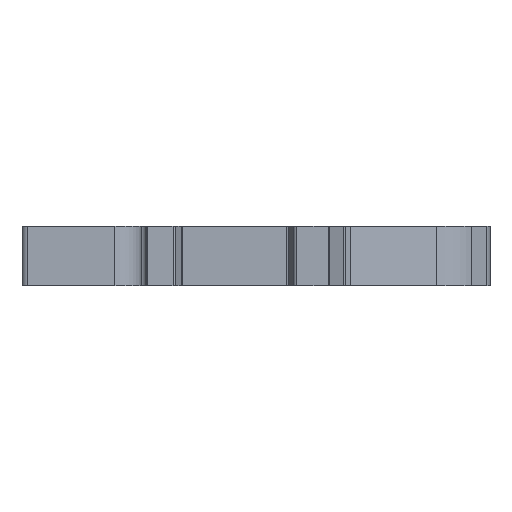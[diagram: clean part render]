
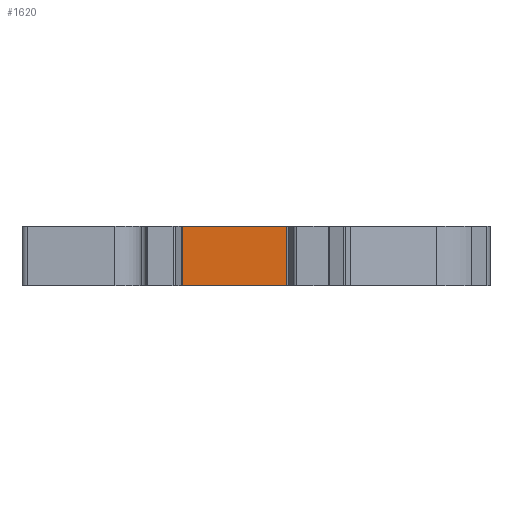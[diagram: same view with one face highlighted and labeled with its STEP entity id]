
A CAD part, front view. The second image highlights one B-rep face of the part: STEP entity #1620.
In plain terms, the highlighted planar face has unit normal (0, -1, 0).
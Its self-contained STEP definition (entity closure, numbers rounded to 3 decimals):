
#333 = CARTESIAN_POINT ( 'NONE',  ( -14.479, -27.136, -3.516 ) ) ;
#994 = DIRECTION ( 'NONE',  ( 0., 0., -1. ) ) ;
#1620 = ADVANCED_FACE ( 'NONE', ( #28432 ), #27472, .F. ) ;
#3915 = CARTESIAN_POINT ( 'NONE',  ( -14.479, -27.136, 6.484 ) ) ;
#6115 = ORIENTED_EDGE ( 'NONE', *, *, #19711, .T. ) ;
#6219 = VERTEX_POINT ( 'NONE', #6718 ) ;
#6718 = CARTESIAN_POINT ( 'NONE',  ( -14.479, -27.136, 6.484 ) ) ;
#8228 = VERTEX_POINT ( 'NONE', #333 ) ;
#10968 = ORIENTED_EDGE ( 'NONE', *, *, #20076, .F. ) ;
#14351 = ORIENTED_EDGE ( 'NONE', *, *, #24156, .T. ) ;
#14723 = LINE ( 'NONE', #3915, #43678 ) ;
#17269 = CARTESIAN_POINT ( 'NONE',  ( 3.013, -27.136, -3.516 ) ) ;
#17765 = VECTOR ( 'NONE', #994, 1000. ) ;
#19711 = EDGE_CURVE ( 'NONE', #8228, #43152, #43905, .T. ) ;
#20076 = EDGE_CURVE ( 'NONE', #37669, #43152, #29332, .T. ) ;
#21677 = EDGE_LOOP ( 'NONE', ( #6115, #10968, #41947, #14351 ) ) ;
#23770 = CARTESIAN_POINT ( 'NONE',  ( -14.479, -27.136, 6.484 ) ) ;
#24156 = EDGE_CURVE ( 'NONE', #6219, #8228, #37874, .T. ) ;
#27472 = PLANE ( 'NONE',  #39517 ) ;
#28432 = FACE_OUTER_BOUND ( 'NONE', #21677, .T. ) ;
#29304 = DIRECTION ( 'NONE',  ( 0., 1., 0. ) ) ;
#29332 = LINE ( 'NONE', #49259, #48300 ) ;
#30437 = DIRECTION ( 'NONE',  ( 1., 0., 0. ) ) ;
#32639 = VECTOR ( 'NONE', #43143, 1000. ) ;
#34192 = DIRECTION ( 'NONE',  ( 0., 0., -1. ) ) ;
#37669 = VERTEX_POINT ( 'NONE', #46745 ) ;
#37874 = LINE ( 'NONE', #23770, #17765 ) ;
#39371 = CARTESIAN_POINT ( 'NONE',  ( -14.479, -27.136, -3.516 ) ) ;
#39517 = AXIS2_PLACEMENT_3D ( 'NONE', #39699, #29304, #42514 ) ;
#39699 = CARTESIAN_POINT ( 'NONE',  ( -14.479, -27.136, 6.484 ) ) ;
#41947 = ORIENTED_EDGE ( 'NONE', *, *, #45754, .F. ) ;
#42514 = DIRECTION ( 'NONE',  ( -1., 0., 0. ) ) ;
#43143 = DIRECTION ( 'NONE',  ( 1., 0., 0. ) ) ;
#43152 = VERTEX_POINT ( 'NONE', #17269 ) ;
#43678 = VECTOR ( 'NONE', #30437, 1000. ) ;
#43905 = LINE ( 'NONE', #39371, #32639 ) ;
#45754 = EDGE_CURVE ( 'NONE', #6219, #37669, #14723, .T. ) ;
#46745 = CARTESIAN_POINT ( 'NONE',  ( 3.013, -27.136, 6.484 ) ) ;
#48300 = VECTOR ( 'NONE', #34192, 1000. ) ;
#49259 = CARTESIAN_POINT ( 'NONE',  ( 3.013, -27.136, 6.484 ) ) ;
